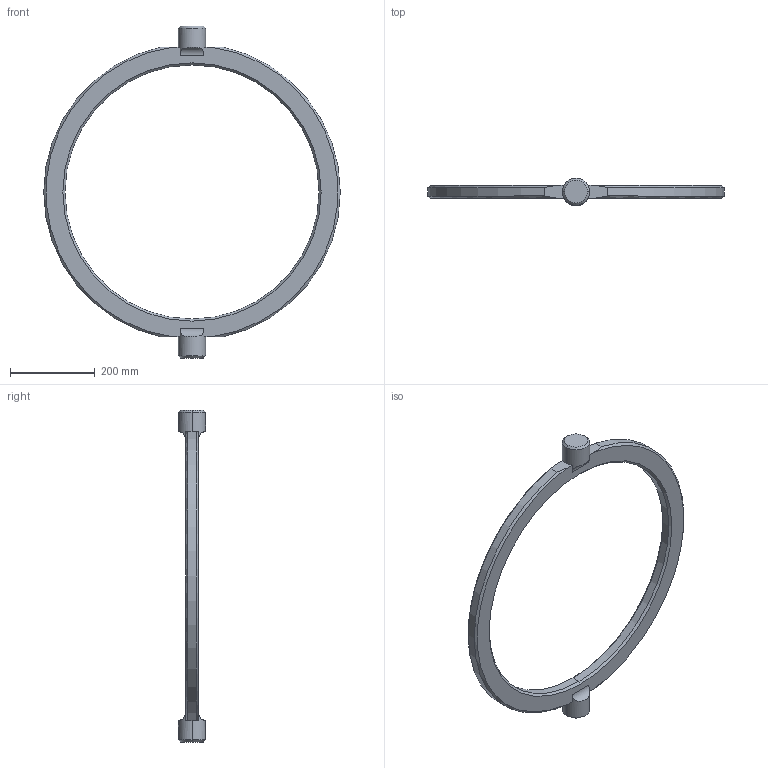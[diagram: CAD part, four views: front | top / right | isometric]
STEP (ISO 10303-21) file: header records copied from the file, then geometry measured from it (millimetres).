
FILE_DESCRIPTION (( 'STEP AP203' ), '1' );
FILE_NAME ('test_pitch_默认_sldprt.STEP', '2017-06-21T08:50:43', ( '' ), ( '' ), 'SwSTEP 2.0', 'SolidWorks 2017', '' );
FILE_SCHEMA (( 'CONFIG_CONTROL_DESIGN' ));
Length unit declared in the file: millimetre
Products named in the file (1): test_pitch_默认_sldprt
Bounding box: 700 x 64 x 784.11 mm (x, y, z)
Volume: 3254277 mm3; surface area: 324178.7 mm2
Topology: 1 solids, 1 shells, 32 faces, 82 edges, 52 vertices
Faces by surface type: cone 12, cylinder 12, plane 8
Entity records: 1365 total; most frequent: CARTESIAN_POINT 501, DIRECTION 168, ORIENTED_EDGE 164, EDGE_CURVE 82, AXIS2_PLACEMENT_3D 65, VERTEX_POINT 52, LINE 38, VECTOR 38
